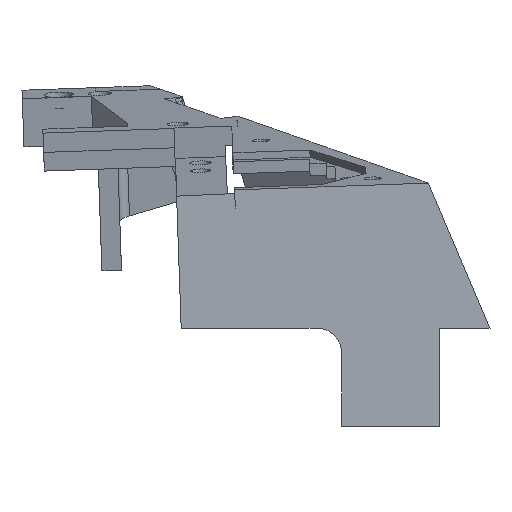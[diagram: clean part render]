
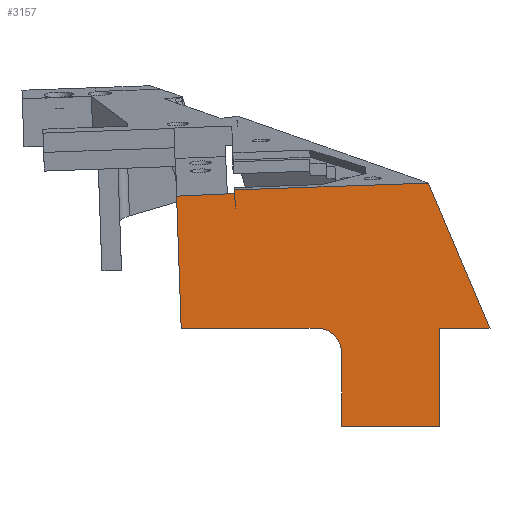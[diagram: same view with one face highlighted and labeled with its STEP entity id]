
A CAD part, left-side view. The second image highlights one B-rep face of the part: STEP entity #3157.
In plain terms, the highlighted planar face has unit normal (-1, 0, 0).
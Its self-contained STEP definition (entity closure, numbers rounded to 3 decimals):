
#165=CIRCLE('',#3373,6.35);
#297=FACE_OUTER_BOUND('',#476,.T.);
#476=EDGE_LOOP('',(#2641,#2642,#2643,#2644,#2645,#2646,#2647,#2648,#2649,
#2650,#2651));
#598=LINE('',#4482,#956);
#635=LINE('',#4566,#993);
#697=LINE('',#4711,#1055);
#772=LINE('',#4921,#1130);
#801=LINE('',#5033,#1159);
#805=LINE('',#5041,#1163);
#806=LINE('',#5043,#1164);
#827=LINE('',#5089,#1185);
#828=LINE('',#5091,#1186);
#829=LINE('',#5092,#1187);
#956=VECTOR('',#3587,40.811);
#993=VECTOR('',#3638,110.695);
#1055=VECTOR('',#3748,10.);
#1130=VECTOR('',#3921,10.);
#1159=VECTOR('',#4032,19.05);
#1163=VECTOR('',#4042,55.193);
#1164=VECTOR('',#4045,10.);
#1185=VECTOR('',#4104,25.4);
#1186=VECTOR('',#4105,25.4);
#1187=VECTOR('',#4106,13.038);
#1302=VERTEX_POINT('',#4479);
#1303=VERTEX_POINT('',#4481);
#1343=VERTEX_POINT('',#4564);
#1398=VERTEX_POINT('',#4702);
#1402=VERTEX_POINT('',#4709);
#1467=VERTEX_POINT('',#4919);
#1492=VERTEX_POINT('',#5031);
#1493=VERTEX_POINT('',#5032);
#1494=VERTEX_POINT('',#5037);
#1500=VERTEX_POINT('',#5088);
#1501=VERTEX_POINT('',#5090);
#1616=EDGE_CURVE('',#1303,#1302,#598,.T.);
#1659=EDGE_CURVE('',#1343,#1302,#635,.T.);
#1732=EDGE_CURVE('',#1402,#1398,#697,.T.);
#1828=EDGE_CURVE('',#1343,#1467,#772,.T.);
#1878=EDGE_CURVE('',#1492,#1493,#801,.T.);
#1881=EDGE_CURVE('',#1494,#1492,#165,.T.);
#1883=EDGE_CURVE('',#1494,#1402,#805,.T.);
#1884=EDGE_CURVE('',#1467,#1398,#806,.T.);
#1906=EDGE_CURVE('',#1500,#1493,#827,.T.);
#1907=EDGE_CURVE('',#1500,#1501,#828,.T.);
#1908=EDGE_CURVE('',#1303,#1501,#829,.T.);
#2641=ORIENTED_EDGE('',*,*,#1884,.T.);
#2642=ORIENTED_EDGE('',*,*,#1732,.F.);
#2643=ORIENTED_EDGE('',*,*,#1883,.F.);
#2644=ORIENTED_EDGE('',*,*,#1881,.T.);
#2645=ORIENTED_EDGE('',*,*,#1878,.T.);
#2646=ORIENTED_EDGE('',*,*,#1906,.F.);
#2647=ORIENTED_EDGE('',*,*,#1907,.T.);
#2648=ORIENTED_EDGE('',*,*,#1908,.F.);
#2649=ORIENTED_EDGE('',*,*,#1616,.T.);
#2650=ORIENTED_EDGE('',*,*,#1659,.F.);
#2651=ORIENTED_EDGE('',*,*,#1828,.T.);
#3020=PLANE('',#3394);
#3157=ADVANCED_FACE('',(#297),#3020,.F.);
#3373=AXIS2_PLACEMENT_3D('',#5038,#4037,#4038);
#3394=AXIS2_PLACEMENT_3D('',#5087,#4102,#4103);
#3587=DIRECTION('',(0.,0.391,0.921));
#3638=DIRECTION('',(0.,-0.999,0.035));
#3748=DIRECTION('',(0.,0.035,0.999));
#3921=DIRECTION('',(0.,-0.035,-0.999));
#4032=DIRECTION('',(0.,0.,-1.));
#4037=DIRECTION('center_axis',(1.,0.,0.));
#4038=DIRECTION('ref_axis',(0.,0.,-1.));
#4042=DIRECTION('',(0.,1.,0.));
#4045=DIRECTION('',(0.,0.999,-0.044));
#4102=DIRECTION('center_axis',(1.,0.,0.));
#4103=DIRECTION('ref_axis',(0.,0.,-1.));
#4104=DIRECTION('',(0.,1.,0.));
#4105=DIRECTION('',(0.,0.,1.));
#4106=DIRECTION('',(0.,1.,0.));
#4479=CARTESIAN_POINT('',(273.05,5957.938,3014.729));
#4481=CARTESIAN_POINT('',(273.05,5941.992,2977.162));
#4482=CARTESIAN_POINT('',(273.05,5941.992,2977.162));
#4564=CARTESIAN_POINT('',(273.05,6008.119,3012.976));
#4566=CARTESIAN_POINT('',(273.05,6068.566,3010.866));
#4702=CARTESIAN_POINT('',(273.05,6023.155,3011.355));
#4709=CARTESIAN_POINT('',(273.05,6021.961,2977.162));
#4711=CARTESIAN_POINT('',(273.05,6020.491,2935.051));
#4919=CARTESIAN_POINT('',(273.05,6008.085,3012.019));
#4921=CARTESIAN_POINT('',(273.05,6006.038,2953.872));
#5031=CARTESIAN_POINT('',(273.05,5980.43,2970.812));
#5032=CARTESIAN_POINT('',(273.05,5980.43,2951.762));
#5033=CARTESIAN_POINT('',(273.05,5980.43,2970.812));
#5037=CARTESIAN_POINT('',(273.05,5986.78,2977.162));
#5038=CARTESIAN_POINT('Origin',(273.05,5986.78,2970.812));
#5041=CARTESIAN_POINT('',(273.05,5986.78,2977.162));
#5043=CARTESIAN_POINT('',(273.05,6176.103,3004.606));
#5087=CARTESIAN_POINT('Origin',(273.05,6323.297,2866.963));
#5088=CARTESIAN_POINT('',(273.05,5955.03,2951.762));
#5089=CARTESIAN_POINT('',(273.05,5955.03,2951.762));
#5090=CARTESIAN_POINT('',(273.05,5955.03,2977.162));
#5091=CARTESIAN_POINT('',(273.05,5955.03,2951.762));
#5092=CARTESIAN_POINT('',(273.05,5941.992,2977.162));
